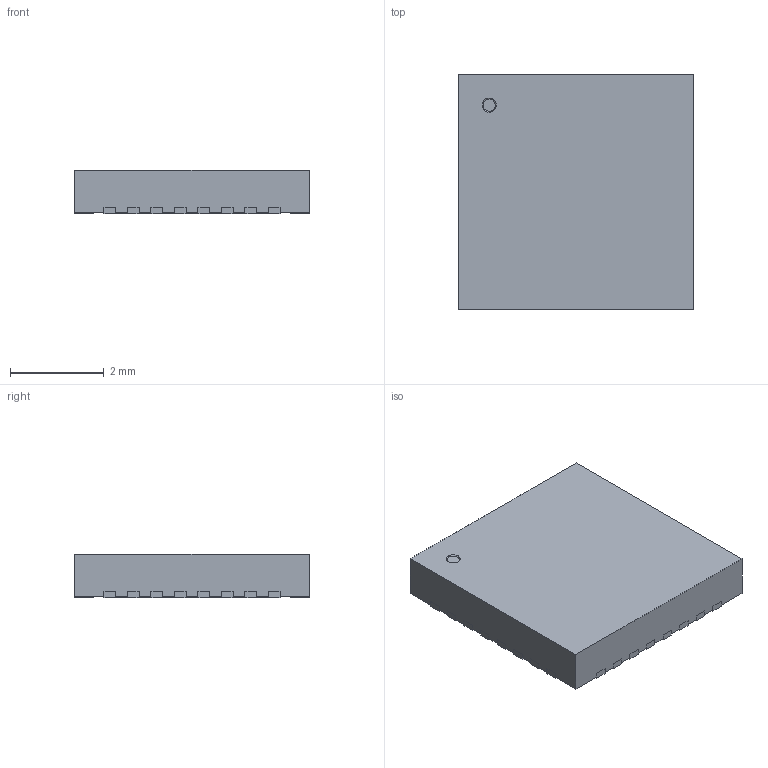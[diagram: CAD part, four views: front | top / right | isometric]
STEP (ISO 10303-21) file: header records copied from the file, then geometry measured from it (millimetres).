
FILE_DESCRIPTION(('FreeCAD Model'),'2;1');
FILE_NAME('User Library-QFN32-1.step', '2017-05-04T16:25:38',('kicad StepUp'),('ksu MCAD'), 'Open CASCADE STEP processor 6.8','FreeCAD','Unknown');
FILE_SCHEMA(('AUTOMOTIVE_DESIGN_CC2 { 1 2 10303 214 -1 1 5 4 }'));
Length unit declared in the file: millimetre
Products named in the file (2): ASSEMBLY; User_Library-QFN32-1
Assembly tree (1 placements, depth 2):
  ASSEMBLY
    User_Library-QFN32-1
Bounding box: 5 x 5 x 0.93 mm (x, y, z)
Volume: 22.9 mm3; surface area: 69.5 mm2
Topology: 1 solids, 1 shells, 273 faces, 807 edges, 538 vertices
Faces by surface type: plane 204, cylinder 67, torus 2
Entity records: 11005 total; most frequent: CARTESIAN_POINT 1620, ORIENTED_EDGE 1614, DIRECTION 1497, EDGE_CURVE 807, LINE 667, VECTOR 667, VERTEX_POINT 538, AXIS2_PLACEMENT_3D 415
